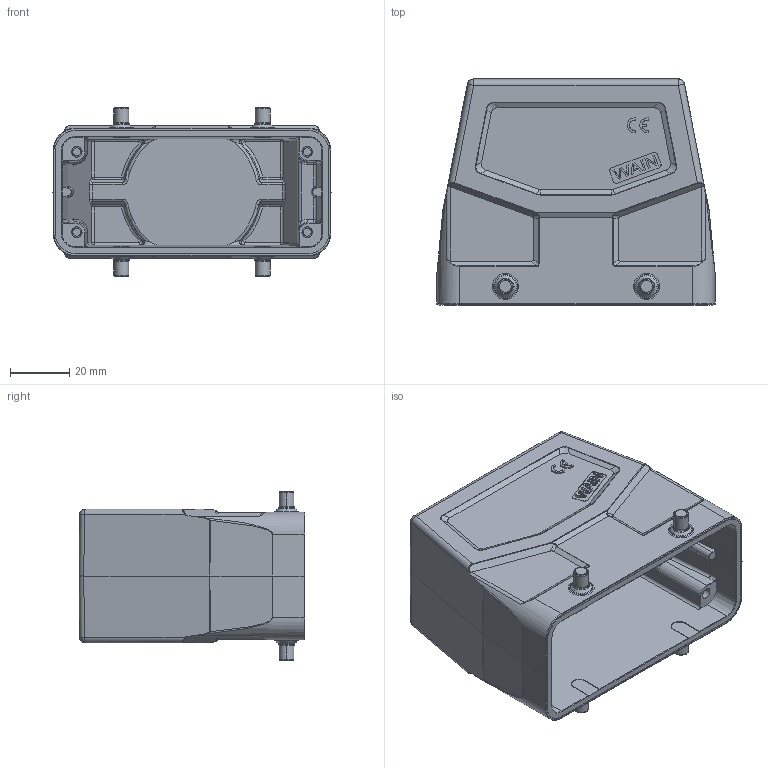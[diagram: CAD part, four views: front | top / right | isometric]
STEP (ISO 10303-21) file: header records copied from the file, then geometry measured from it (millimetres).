
FILE_DESCRIPTION((''),'2;1');
FILE_NAME('3D_1112169305004_EMC_W16B-BEH-4','2024-01-26T',('13034'),(''),'PRO/ENGINEER BY PARAMETRIC TECHNOLOGY CORPORATION, 2012480','PRO/ENGINEER BY PARAMETRIC TECHNOLOGY CORPORATION, 2012480','');
FILE_SCHEMA(('CONFIG_CONTROL_DESIGN'));
Length unit declared in the file: millimetre
Products named in the file (1): 3D_1112169305004_EMC_W16B-BEH-4
Bounding box: 93.5 x 76 x 57 mm (x, y, z)
Volume: 83344.2 mm3; surface area: 43177.7 mm2
Topology: 1 solids, 1 shells, 630 faces, 1630 edges, 1006 vertices
Faces by surface type: plane 218, cylinder 186, torus 72, bspline 68, cone 38, sphere 28, extrusion 20
Entity records: 22090 total; most frequent: CARTESIAN_POINT 7435, ORIENTED_EDGE 3208, DIRECTION 2834, EDGE_CURVE 1604, AXIS2_PLACEMENT_3D 1025, VERTEX_POINT 1006, VECTOR 784, LINE 764
